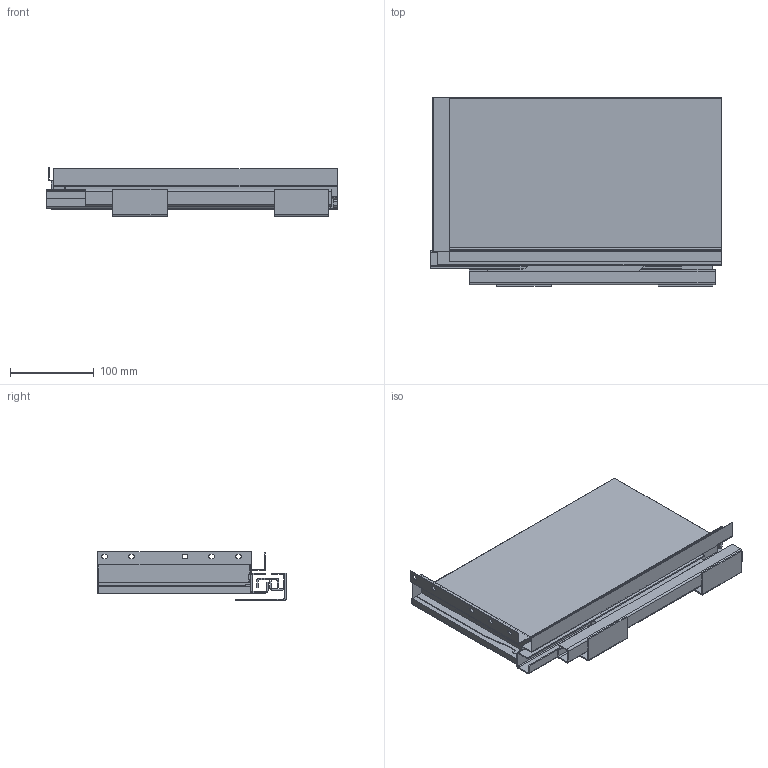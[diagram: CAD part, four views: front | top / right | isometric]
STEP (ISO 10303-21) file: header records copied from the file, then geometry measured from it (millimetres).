
FILE_DESCRIPTION (( 'STEP AP214' ), '1' );
FILE_NAME ('F007432,F007458-CLOSED-RIGHT_3D.step', '2023-08-22T11:05:29', ( '' ), ( '' ), 'SwSTEP 2.0', 'SolidWorks 2020', '' );
FILE_SCHEMA (( 'AUTOMOTIVE_DESIGN' ));
Length unit declared in the file: millimetre
Products named in the file (8): F007432,F007458-CLOSED-RIGHT_3D; ND30-350,400,450-VNEJSI PRAVY; ND60-boènice sestava H199-350-PRAVA; ND30-350-STREDNI PRAVY; ND60-drzak zad-H199-PRAVY; ND30-350-VNITRNI PRAVY; Riex ND60 Bocnice-350-H199-PRAVA; ND30-VYSUV-350-CLOSED_RIGHT
Assembly tree (7 placements, depth 3):
  F007432,F007458-CLOSED-RIGHT_3D
    ND60-boènice sestava H199-350-PRAVA
      Riex ND60 Bocnice-350-H199-PRAVA
      ND60-drzak zad-H199-PRAVY
    ND30-VYSUV-350-CLOSED_RIGHT
      ND30-350,400,450-VNEJSI PRAVY
      ND30-350-STREDNI PRAVY
      ND30-350-VNITRNI PRAVY
Bounding box: 347.5 x 225.2 x 58.5 mm (x, y, z)
Volume: 255356 mm3; surface area: 505064.2 mm2
Topology: 11 solids, 11 shells, 301 faces, 787 edges, 508 vertices
Faces by surface type: plane 146, cylinder 107, cone 48
Entity records: 9723 total; most frequent: DIRECTION 1675, CARTESIAN_POINT 1608, ORIENTED_EDGE 1574, EDGE_CURVE 787, AXIS2_PLACEMENT_3D 575, VECTOR 525, LINE 525, VERTEX_POINT 508
